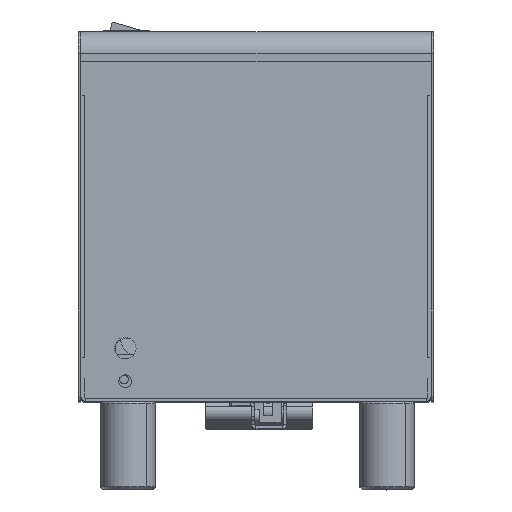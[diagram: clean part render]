
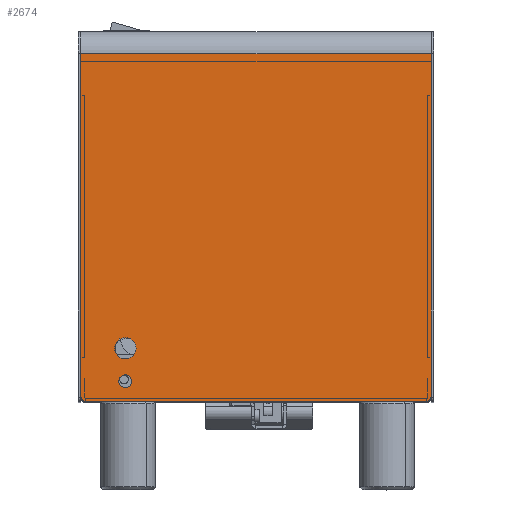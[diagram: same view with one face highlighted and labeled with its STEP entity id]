
A CAD part, top view. The second image highlights one B-rep face of the part: STEP entity #2674.
In plain terms, the highlighted planar face has unit normal (0, 0, 1).
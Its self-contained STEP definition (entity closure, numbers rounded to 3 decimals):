
#732 = LINE ( 'NONE', #22145, #24548 ) ;
#1181 = CARTESIAN_POINT ( 'NONE',  ( -282.47, -22.899, 515.381 ) ) ;
#1660 = VECTOR ( 'NONE', #9971, 1000. ) ;
#2038 = EDGE_CURVE ( 'NONE', #38288, #38107, #10956, .T. ) ;
#2294 = EDGE_CURVE ( 'NONE', #17618, #9485, #10479, .T. ) ;
#2338 = EDGE_CURVE ( 'NONE', #17618, #25913, #732, .T. ) ;
#2483 = ORIENTED_EDGE ( 'NONE', *, *, #33469, .F. ) ;
#2674 = ADVANCED_FACE ( 'NONE', ( #7206, #29139, #14197 ), #29912, .F. ) ;
#3714 = VERTEX_POINT ( 'NONE', #8931 ) ;
#4707 = DIRECTION ( 'NONE',  ( 0., 1., 0. ) ) ;
#5154 = CARTESIAN_POINT ( 'NONE',  ( -262.22, -15.649, 515.381 ) ) ;
#5428 = VERTEX_POINT ( 'NONE', #21599 ) ;
#5653 = CIRCLE ( 'NONE', #16832, 3. ) ;
#6046 = CARTESIAN_POINT ( 'NONE',  ( -122.47, 136.101, 515.381 ) ) ;
#6706 = ORIENTED_EDGE ( 'NONE', *, *, #2038, .F. ) ;
#7151 = DIRECTION ( 'NONE',  ( 0., 0., -1. ) ) ;
#7206 = FACE_BOUND ( 'NONE', #19844, .T. ) ;
#7401 = EDGE_CURVE ( 'NONE', #32807, #5428, #32963, .T. ) ;
#8168 = DIRECTION ( 'NONE',  ( 0., -1., 0. ) ) ;
#8292 = ORIENTED_EDGE ( 'NONE', *, *, #16430, .F. ) ;
#8931 = CARTESIAN_POINT ( 'NONE',  ( -262.22, -18.649, 515.381 ) ) ;
#9485 = VERTEX_POINT ( 'NONE', #32928 ) ;
#9633 = EDGE_LOOP ( 'NONE', ( #22260, #22892, #19665, #6706, #8292, #16651 ) ) ;
#9971 = DIRECTION ( 'NONE',  ( -1., 0., 0. ) ) ;
#10479 = LINE ( 'NONE', #19008, #1660 ) ;
#10868 = DIRECTION ( 'NONE',  ( 0., 0., 1. ) ) ;
#10879 = CARTESIAN_POINT ( 'NONE',  ( -280.47, -24.899, 515.381 ) ) ;
#10956 = CIRCLE ( 'NONE', #37094, 2. ) ;
#11664 = CARTESIAN_POINT ( 'NONE',  ( -280.47, -22.899, 515.381 ) ) ;
#13785 = LINE ( 'NONE', #31455, #28716 ) ;
#13994 = AXIS2_PLACEMENT_3D ( 'NONE', #28756, #10868, #31767 ) ;
#14197 = FACE_OUTER_BOUND ( 'NONE', #9633, .T. ) ;
#14694 = DIRECTION ( 'NONE',  ( -1., 0., 0. ) ) ;
#14729 = DIRECTION ( 'NONE',  ( 0., 0., 1. ) ) ;
#15720 = ORIENTED_EDGE ( 'NONE', *, *, #7401, .F. ) ;
#15874 = CARTESIAN_POINT ( 'NONE',  ( -124.47, -24.899, 515.381 ) ) ;
#15908 = CARTESIAN_POINT ( 'NONE',  ( -262.22, -5.449, 515.381 ) ) ;
#16190 = DIRECTION ( 'NONE',  ( 0., 0., 1. ) ) ;
#16430 = EDGE_CURVE ( 'NONE', #31869, #38288, #30875, .T. ) ;
#16651 = ORIENTED_EDGE ( 'NONE', *, *, #22991, .F. ) ;
#16832 = AXIS2_PLACEMENT_3D ( 'NONE', #5154, #26071, #8168 ) ;
#17618 = VERTEX_POINT ( 'NONE', #35136 ) ;
#19005 = CIRCLE ( 'NONE', #21642, 4.9 ) ;
#19008 = CARTESIAN_POINT ( 'NONE',  ( -122.47, 134.101, 515.381 ) ) ;
#19596 = EDGE_CURVE ( 'NONE', #5428, #32807, #19005, .T. ) ;
#19656 = CIRCLE ( 'NONE', #38034, 3. ) ;
#19665 = ORIENTED_EDGE ( 'NONE', *, *, #29692, .F. ) ;
#19844 = EDGE_LOOP ( 'NONE', ( #15720, #37892 ) ) ;
#20346 = CIRCLE ( 'NONE', #24746, 2. ) ;
#21599 = CARTESIAN_POINT ( 'NONE',  ( -262.22, 4.351, 515.381 ) ) ;
#21642 = AXIS2_PLACEMENT_3D ( 'NONE', #32586, #14729, #35609 ) ;
#21656 = VERTEX_POINT ( 'NONE', #33245 ) ;
#22145 = CARTESIAN_POINT ( 'NONE',  ( -122.47, 136.101, 515.381 ) ) ;
#22260 = ORIENTED_EDGE ( 'NONE', *, *, #2338, .F. ) ;
#22892 = ORIENTED_EDGE ( 'NONE', *, *, #2294, .T. ) ;
#22991 = EDGE_CURVE ( 'NONE', #25913, #31869, #20346, .T. ) ;
#24548 = VECTOR ( 'NONE', #28129, 1000. ) ;
#24746 = AXIS2_PLACEMENT_3D ( 'NONE', #25071, #7151, #28041 ) ;
#25071 = CARTESIAN_POINT ( 'NONE',  ( -124.47, -22.899, 515.381 ) ) ;
#25913 = VERTEX_POINT ( 'NONE', #38348 ) ;
#26071 = DIRECTION ( 'NONE',  ( 0., 0., 1. ) ) ;
#26458 = ORIENTED_EDGE ( 'NONE', *, *, #37613, .F. ) ;
#26859 = AXIS2_PLACEMENT_3D ( 'NONE', #6046, #29787, #32910 ) ;
#28041 = DIRECTION ( 'NONE',  ( 1., 0., 0. ) ) ;
#28129 = DIRECTION ( 'NONE',  ( 0., -1., 0. ) ) ;
#28167 = CARTESIAN_POINT ( 'NONE',  ( -122.47, -24.899, 515.381 ) ) ;
#28716 = VECTOR ( 'NONE', #4707, 1000. ) ;
#28756 = CARTESIAN_POINT ( 'NONE',  ( -262.22, -0.549, 515.381 ) ) ;
#29139 = FACE_BOUND ( 'NONE', #36535, .T. ) ;
#29692 = EDGE_CURVE ( 'NONE', #38107, #9485, #13785, .T. ) ;
#29787 = DIRECTION ( 'NONE',  ( 0., 0., -1. ) ) ;
#29912 = PLANE ( 'NONE',  #26859 ) ;
#30875 = LINE ( 'NONE', #28167, #37927 ) ;
#31455 = CARTESIAN_POINT ( 'NONE',  ( -282.47, 136.101, 515.381 ) ) ;
#31767 = DIRECTION ( 'NONE',  ( 0., -1., 0. ) ) ;
#31869 = VERTEX_POINT ( 'NONE', #15874 ) ;
#32556 = DIRECTION ( 'NONE',  ( 0., 0., -1. ) ) ;
#32586 = CARTESIAN_POINT ( 'NONE',  ( -262.22, -0.549, 515.381 ) ) ;
#32807 = VERTEX_POINT ( 'NONE', #15908 ) ;
#32910 = DIRECTION ( 'NONE',  ( 0., 1., 0. ) ) ;
#32928 = CARTESIAN_POINT ( 'NONE',  ( -282.47, 134.101, 515.381 ) ) ;
#32963 = CIRCLE ( 'NONE', #13994, 4.9 ) ;
#33245 = CARTESIAN_POINT ( 'NONE',  ( -262.22, -12.649, 515.381 ) ) ;
#33469 = EDGE_CURVE ( 'NONE', #3714, #21656, #19656, .T. ) ;
#34046 = CARTESIAN_POINT ( 'NONE',  ( -262.22, -15.649, 515.381 ) ) ;
#34153 = DIRECTION ( 'NONE',  ( -1., 0., 0. ) ) ;
#35136 = CARTESIAN_POINT ( 'NONE',  ( -122.47, 134.101, 515.381 ) ) ;
#35609 = DIRECTION ( 'NONE',  ( 0., -1., 0. ) ) ;
#36535 = EDGE_LOOP ( 'NONE', ( #2483, #26458 ) ) ;
#37068 = DIRECTION ( 'NONE',  ( 0., -1., 0. ) ) ;
#37094 = AXIS2_PLACEMENT_3D ( 'NONE', #11664, #32556, #14694 ) ;
#37613 = EDGE_CURVE ( 'NONE', #21656, #3714, #5653, .T. ) ;
#37892 = ORIENTED_EDGE ( 'NONE', *, *, #19596, .F. ) ;
#37927 = VECTOR ( 'NONE', #34153, 1000. ) ;
#38034 = AXIS2_PLACEMENT_3D ( 'NONE', #34046, #16190, #37068 ) ;
#38107 = VERTEX_POINT ( 'NONE', #1181 ) ;
#38288 = VERTEX_POINT ( 'NONE', #10879 ) ;
#38348 = CARTESIAN_POINT ( 'NONE',  ( -122.47, -22.899, 515.381 ) ) ;
